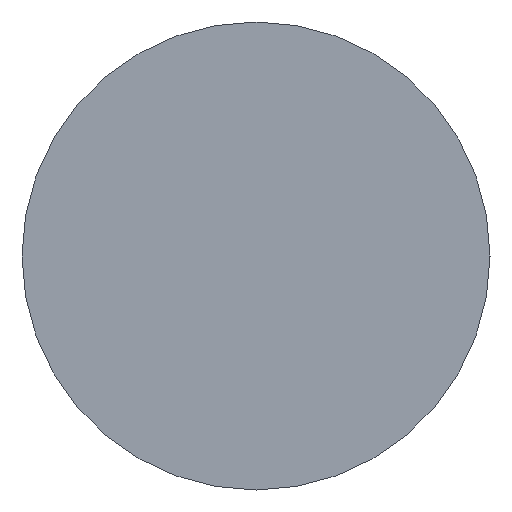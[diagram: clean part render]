
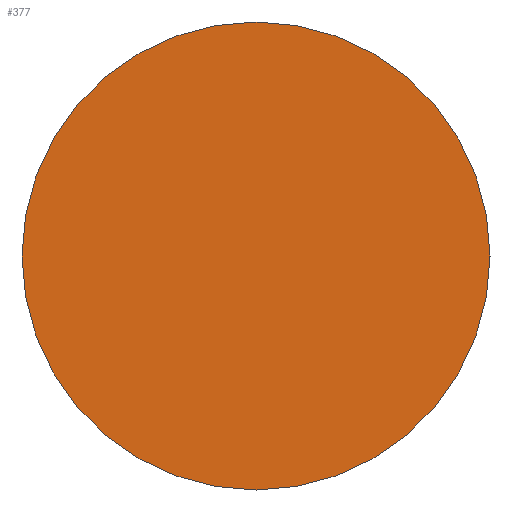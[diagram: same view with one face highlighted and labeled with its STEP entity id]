
A CAD part, left-side view. The second image highlights one B-rep face of the part: STEP entity #377.
In plain terms, the highlighted planar face has unit normal (-1, 0, 0).
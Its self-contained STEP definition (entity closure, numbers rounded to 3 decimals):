
#11 = ORIENTED_EDGE ( 'NONE', *, *, #183, .T. ) ;
#94 = AXIS2_PLACEMENT_3D ( 'NONE', #172, #170, #167 ) ;
#116 = CARTESIAN_POINT ( 'NONE',  ( -22.272, 0., 8. ) ) ;
#147 = CARTESIAN_POINT ( 'NONE',  ( -22.272, 0., -8. ) ) ;
#167 = DIRECTION ( 'NONE',  ( 0., 0., -1. ) ) ;
#170 = DIRECTION ( 'NONE',  ( 1., 0., 0. ) ) ;
#172 = CARTESIAN_POINT ( 'NONE',  ( -22.272, 0., 0. ) ) ;
#176 = PLANE ( 'NONE',  #94 ) ;
#183 = EDGE_CURVE ( 'NONE', #459, #418, #638, .T. ) ;
#201 = EDGE_CURVE ( 'NONE', #418, #459, #592, .T. ) ;
#222 = FACE_OUTER_BOUND ( 'NONE', #602, .T. ) ;
#331 = AXIS2_PLACEMENT_3D ( 'NONE', #425, #413, #411 ) ;
#334 = AXIS2_PLACEMENT_3D ( 'NONE', #395, #394, #388 ) ;
#377 = ADVANCED_FACE ( 'NONE', ( #222 ), #176, .F. ) ;
#388 = DIRECTION ( 'NONE',  ( 0., 0., 1. ) ) ;
#394 = DIRECTION ( 'NONE',  ( -1., 0., 0. ) ) ;
#395 = CARTESIAN_POINT ( 'NONE',  ( -22.272, 0., 0. ) ) ;
#411 = DIRECTION ( 'NONE',  ( 0., 0., 1. ) ) ;
#413 = DIRECTION ( 'NONE',  ( -1., 0., 0. ) ) ;
#418 = VERTEX_POINT ( 'NONE', #147 ) ;
#425 = CARTESIAN_POINT ( 'NONE',  ( -22.272, 0., 0. ) ) ;
#459 = VERTEX_POINT ( 'NONE', #116 ) ;
#496 = ORIENTED_EDGE ( 'NONE', *, *, #201, .T. ) ;
#592 = CIRCLE ( 'NONE', #334, 8. ) ;
#602 = EDGE_LOOP ( 'NONE', ( #11, #496 ) ) ;
#638 = CIRCLE ( 'NONE', #331, 8. ) ;
